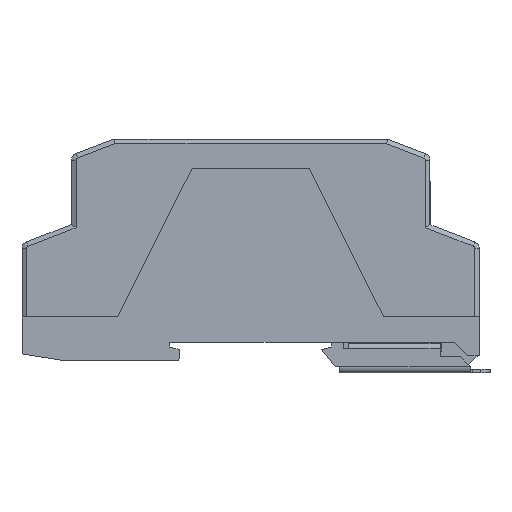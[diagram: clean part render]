
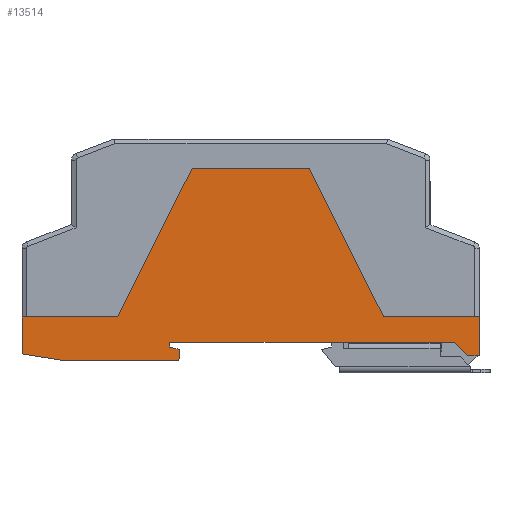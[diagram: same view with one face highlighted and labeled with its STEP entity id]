
A CAD part, left-side view. The second image highlights one B-rep face of the part: STEP entity #13514.
In plain terms, the highlighted face is planar.
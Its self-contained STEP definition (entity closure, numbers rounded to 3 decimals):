
#8478=DIRECTION('',(1.,0.,0.));
#8479=VECTOR('',#8478,61.577);
#8480=CARTESIAN_POINT('',(-44.077,71.,-11.3));
#8481=LINE('',#8480,#8479);
#8569=DIRECTION('',(-0.707,-0.707,0.));
#8570=VECTOR('',#8569,4.031);
#8571=CARTESIAN_POINT('',(-44.077,71.,-11.3));
#8572=LINE('',#8571,#8570);
#8576=DIRECTION('',(0.,1.,0.));
#8577=VECTOR('',#8576,1.);
#8578=CARTESIAN_POINT('',(17.5,70.,-11.3));
#8579=LINE('',#8578,#8577);
#8583=DIRECTION('',(0.966,0.259,0.));
#8584=VECTOR('',#8583,2.071);
#8585=CARTESIAN_POINT('',(15.5,69.464,-11.3));
#8586=LINE('',#8585,#8584);
#8590=CARTESIAN_POINT('',(16.,67.5,-11.3));
#8591=DIRECTION('',(0.,0.,-1.));
#8592=DIRECTION('',(0.,-1.,0.));
#8593=AXIS2_PLACEMENT_3D('',#8590,#8591,#8592);
#8598=DIRECTION('',(-0.988,-0.158,0.));
#8599=VECTOR('',#8598,9.519);
#8600=CARTESIAN_POINT('',(49.5,68.5,-11.3));
#8601=LINE('',#8600,#8599);
#8605=DIRECTION('',(1.,0.,0.));
#8606=VECTOR('',#8605,20.75);
#8607=CARTESIAN_POINT('',(28.75,76.5,-11.3));
#8608=LINE('',#8607,#8606);
#8612=DIRECTION('',(0.446,-0.895,0.));
#8613=VECTOR('',#8612,35.978);
#8614=CARTESIAN_POINT('',(12.7,108.7,-11.3));
#8615=LINE('',#8614,#8613);
#8619=DIRECTION('',(0.446,0.895,0.));
#8620=VECTOR('',#8619,35.978);
#8621=CARTESIAN_POINT('',(-28.75,76.5,-11.3));
#8622=LINE('',#8621,#8620);
#8626=DIRECTION('',(1.,0.,0.));
#8627=VECTOR('',#8626,20.75);
#8628=CARTESIAN_POINT('',(-49.5,76.5,-11.3));
#8629=LINE('',#8628,#8627);
#8647=DIRECTION('',(1.,0.,0.));
#8648=VECTOR('',#8647,2.573);
#8649=CARTESIAN_POINT('',(-49.5,68.15,-11.3));
#8650=LINE('',#8649,#8648);
#8682=DIRECTION('',(0.,-1.,0.));
#8683=VECTOR('',#8682,8.35);
#8684=CARTESIAN_POINT('',(-49.5,76.5,-11.3));
#8685=LINE('',#8684,#8683);
#8773=DIRECTION('',(-1.,0.,0.));
#8774=VECTOR('',#8773,25.4);
#8775=CARTESIAN_POINT('',(12.7,108.7,-11.3));
#8776=LINE('',#8775,#8774);
#9335=DIRECTION('',(1.,0.,0.));
#9336=VECTOR('',#9335,24.1);
#9337=CARTESIAN_POINT('',(16.,67.,-11.3));
#9338=LINE('',#9337,#9336);
#9406=DIRECTION('',(0.,-1.,0.));
#9407=VECTOR('',#9406,1.964);
#9408=CARTESIAN_POINT('',(15.5,69.464,-11.3));
#9409=LINE('',#9408,#9407);
#9462=DIRECTION('',(0.,1.,0.));
#9463=VECTOR('',#9462,8.);
#9464=CARTESIAN_POINT('',(49.5,68.5,-11.3));
#9465=LINE('',#9464,#9463);
#12896=CARTESIAN_POINT('',(49.5,76.5,-11.3));
#12897=VERTEX_POINT('',#12896);
#12898=CARTESIAN_POINT('',(28.75,76.5,-11.3));
#12899=VERTEX_POINT('',#12898);
#12916=CARTESIAN_POINT('',(15.5,69.464,-11.3));
#12918=VERTEX_POINT('',#12916);
#12920=CARTESIAN_POINT('',(15.5,67.5,-11.3));
#12921=VERTEX_POINT('',#12920);
#12956=CARTESIAN_POINT('',(-49.5,68.15,-11.3));
#12958=VERTEX_POINT('',#12956);
#12966=CARTESIAN_POINT('',(-49.5,76.5,-11.3));
#12967=VERTEX_POINT('',#12966);
#13076=CARTESIAN_POINT('',(12.7,108.7,-11.3));
#13077=VERTEX_POINT('',#13076);
#13078=CARTESIAN_POINT('',(-12.7,108.7,-11.3));
#13079=VERTEX_POINT('',#13078);
#13150=CARTESIAN_POINT('',(17.5,70.,-11.3));
#13151=VERTEX_POINT('',#13150);
#13170=CARTESIAN_POINT('',(-44.077,71.,-11.3));
#13171=CARTESIAN_POINT('',(-46.927,68.15,-11.3));
#13172=VERTEX_POINT('',#13170);
#13173=VERTEX_POINT('',#13171);
#13174=CARTESIAN_POINT('',(-28.75,76.5,-11.3));
#13175=VERTEX_POINT('',#13174);
#13176=CARTESIAN_POINT('',(49.5,68.5,-11.3));
#13177=VERTEX_POINT('',#13176);
#13178=CARTESIAN_POINT('',(40.1,67.,-11.3));
#13179=VERTEX_POINT('',#13178);
#13180=CARTESIAN_POINT('',(16.,67.,-11.3));
#13181=VERTEX_POINT('',#13180);
#13182=CARTESIAN_POINT('',(17.5,71.,-11.3));
#13183=VERTEX_POINT('',#13182);
#13476=CARTESIAN_POINT('',(-46.945,73.001,-11.3));
#13477=DIRECTION('',(0.,0.,-1.));
#13478=DIRECTION('',(1.,0.,0.));
#13479=AXIS2_PLACEMENT_3D('',#13476,#13477,#13478);
#13480=PLANE('',#13479);
#13482=ORIENTED_EDGE('',*,*,#13481,.F.);
#13483=ORIENTED_EDGE('',*,*,#13426,.T.);
#13485=ORIENTED_EDGE('',*,*,#13484,.F.);
#13487=ORIENTED_EDGE('',*,*,#13486,.F.);
#13489=ORIENTED_EDGE('',*,*,#13488,.T.);
#13491=ORIENTED_EDGE('',*,*,#13490,.F.);
#13493=ORIENTED_EDGE('',*,*,#13492,.T.);
#13495=ORIENTED_EDGE('',*,*,#13494,.F.);
#13497=ORIENTED_EDGE('',*,*,#13496,.T.);
#13499=ORIENTED_EDGE('',*,*,#13498,.F.);
#13501=ORIENTED_EDGE('',*,*,#13500,.F.);
#13503=ORIENTED_EDGE('',*,*,#13502,.T.);
#13505=ORIENTED_EDGE('',*,*,#13504,.F.);
#13507=ORIENTED_EDGE('',*,*,#13506,.F.);
#13509=ORIENTED_EDGE('',*,*,#13508,.T.);
#13511=ORIENTED_EDGE('',*,*,#13510,.T.);
#13512=EDGE_LOOP('',(#13482,#13483,#13485,#13487,#13489,#13491,#13493,#13495,
#13497,#13499,#13501,#13503,#13505,#13507,#13509,#13511));
#13513=FACE_OUTER_BOUND('',#13512,.F.);
#13514=ADVANCED_FACE('',(#13513),#13480,.T.);
#8594=CIRCLE('',#8593,0.5);
#13426=EDGE_CURVE('',#13172,#13183,#8481,.T.);
#13481=EDGE_CURVE('',#13172,#13173,#8572,.T.);
#13484=EDGE_CURVE('',#13151,#13183,#8579,.T.);
#13486=EDGE_CURVE('',#12918,#13151,#8586,.T.);
#13488=EDGE_CURVE('',#12918,#12921,#9409,.T.);
#13490=EDGE_CURVE('',#13181,#12921,#8594,.T.);
#13492=EDGE_CURVE('',#13181,#13179,#9338,.T.);
#13494=EDGE_CURVE('',#13177,#13179,#8601,.T.);
#13496=EDGE_CURVE('',#13177,#12897,#9465,.T.);
#13498=EDGE_CURVE('',#12899,#12897,#8608,.T.);
#13500=EDGE_CURVE('',#13077,#12899,#8615,.T.);
#13502=EDGE_CURVE('',#13077,#13079,#8776,.T.);
#13504=EDGE_CURVE('',#13175,#13079,#8622,.T.);
#13506=EDGE_CURVE('',#12967,#13175,#8629,.T.);
#13508=EDGE_CURVE('',#12967,#12958,#8685,.T.);
#13510=EDGE_CURVE('',#12958,#13173,#8650,.T.);
